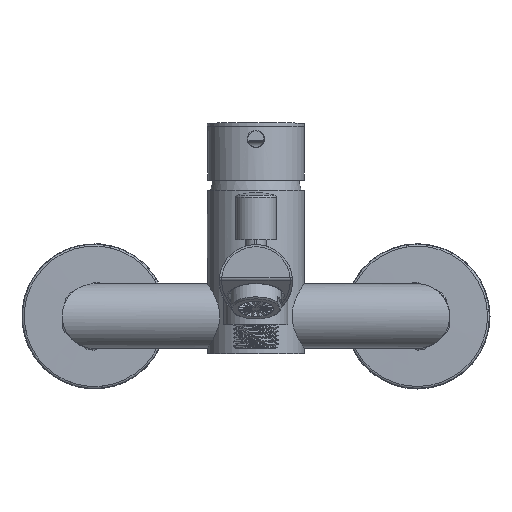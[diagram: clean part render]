
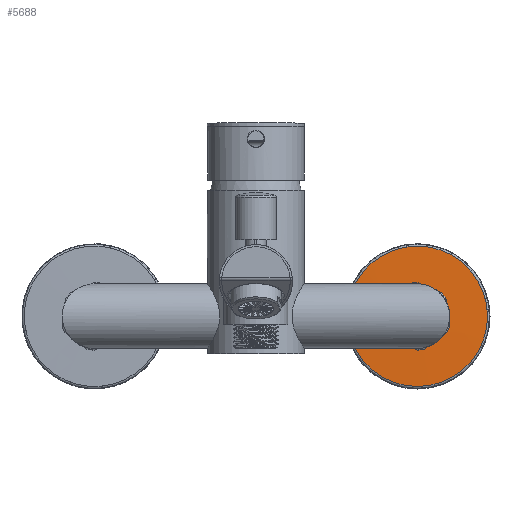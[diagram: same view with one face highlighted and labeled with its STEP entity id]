
A CAD part, top view. The second image highlights one B-rep face of the part: STEP entity #5688.
In plain terms, the highlighted conical face has half-angle 89.449 degrees and reference radius 33.6 mm.
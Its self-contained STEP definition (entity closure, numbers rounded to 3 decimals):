
#311 = CARTESIAN_POINT ( 'NONE',  ( 68.061, 27.44, -34.852 ) ) ;
#2868 = ORIENTED_EDGE ( 'NONE', *, *, #3963, .T. ) ;
#3267 = AXIS2_PLACEMENT_3D ( 'NONE', #35639, #12798, #9807 ) ;
#3963 = EDGE_CURVE ( 'NONE', #32337, #32337, #21697, .T. ) ;
#3977 = CARTESIAN_POINT ( 'NONE',  ( 58.612, 43.699, -35.033 ) ) ;
#5688 = ADVANCED_FACE ( 'NONE', ( #38214, #15786 ), #27981, .T. ) ;
#8773 = EDGE_LOOP ( 'NONE', ( #12046 ) ) ;
#9807 = DIRECTION ( 'NONE',  ( -0.502, 0.865, 0. ) ) ;
#10358 = EDGE_LOOP ( 'NONE', ( #2868 ) ) ;
#12046 = ORIENTED_EDGE ( 'NONE', *, *, #14020, .T. ) ;
#12798 = DIRECTION ( 'NONE',  ( 0., 0., -1. ) ) ;
#12978 = AXIS2_PLACEMENT_3D ( 'NONE', #18773, #15989, #42030 ) ;
#14020 = EDGE_CURVE ( 'NONE', #39201, #39201, #32782, .T. ) ;
#15786 = FACE_BOUND ( 'NONE', #10358, .T. ) ;
#15989 = DIRECTION ( 'NONE',  ( 0., 0., -1. ) ) ;
#18773 = CARTESIAN_POINT ( 'NONE',  ( 75., 15.5, -35.043 ) ) ;
#20439 = CARTESIAN_POINT ( 'NONE',  ( 75., 15.5, -35.033 ) ) ;
#21697 = CIRCLE ( 'NONE', #3267, 13.81 ) ;
#24084 = DIRECTION ( 'NONE',  ( 0., 0., 1. ) ) ;
#27981 = CONICAL_SURFACE ( 'NONE', #12978, 33.6, 1.561 ) ;
#30291 = DIRECTION ( 'NONE',  ( -0.502, 0.865, 0. ) ) ;
#32337 = VERTEX_POINT ( 'NONE', #311 ) ;
#32782 = CIRCLE ( 'NONE', #39606, 32.616 ) ;
#35639 = CARTESIAN_POINT ( 'NONE',  ( 75., 15.5, -34.852 ) ) ;
#38214 = FACE_OUTER_BOUND ( 'NONE', #8773, .T. ) ;
#39201 = VERTEX_POINT ( 'NONE', #3977 ) ;
#39606 = AXIS2_PLACEMENT_3D ( 'NONE', #20439, #24084, #30291 ) ;
#42030 = DIRECTION ( 'NONE',  ( 0.502, -0.865, 0. ) ) ;
